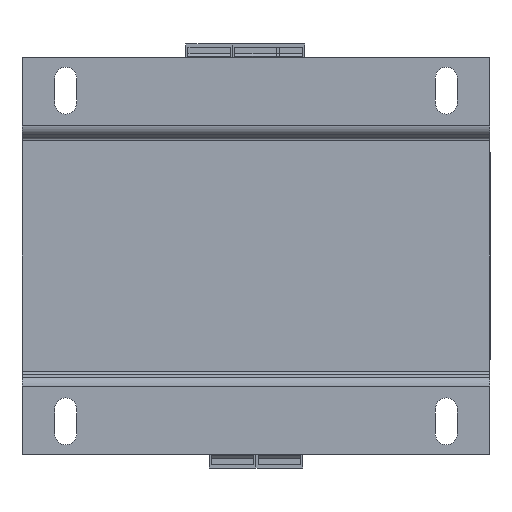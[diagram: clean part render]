
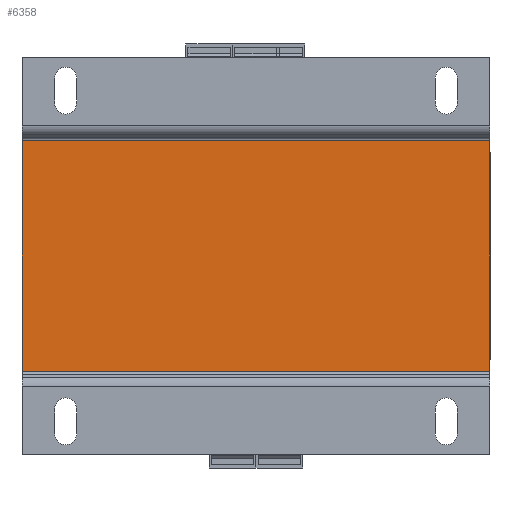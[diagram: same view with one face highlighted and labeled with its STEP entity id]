
A CAD part, front view. The second image highlights one B-rep face of the part: STEP entity #6358.
In plain terms, the highlighted planar face has unit normal (0, -1, 0).
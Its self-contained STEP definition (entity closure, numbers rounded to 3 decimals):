
#404 = CARTESIAN_POINT ( 'NONE',  ( 0., -65., 0. ) ) ;
#845 = VERTEX_POINT ( 'NONE', #4300 ) ;
#957 = CARTESIAN_POINT ( 'NONE',  ( 75., -65., 63.75 ) ) ;
#1276 = DIRECTION ( 'NONE',  ( 0., 1., 0. ) ) ;
#1749 = ORIENTED_EDGE ( 'NONE', *, *, #13590, .F. ) ;
#2672 = LINE ( 'NONE', #957, #2828 ) ;
#2828 = VECTOR ( 'NONE', #10539, 1000. ) ;
#2867 = CARTESIAN_POINT ( 'NONE',  ( -75., -65., 63.75 ) ) ;
#3137 = VERTEX_POINT ( 'NONE', #7575 ) ;
#3161 = EDGE_CURVE ( 'NONE', #9130, #12441, #7745, .T. ) ;
#3192 = DIRECTION ( 'NONE',  ( -1., 0., 0. ) ) ;
#3448 = CARTESIAN_POINT ( 'NONE',  ( 0., -65., 37. ) ) ;
#3526 = DIRECTION ( 'NONE',  ( 0., 0., -1. ) ) ;
#4300 = CARTESIAN_POINT ( 'NONE',  ( -75., -65., -37. ) ) ;
#4802 = AXIS2_PLACEMENT_3D ( 'NONE', #404, #1276, #3526 ) ;
#5029 = EDGE_CURVE ( 'NONE', #3137, #845, #8810, .T. ) ;
#5257 = ORIENTED_EDGE ( 'NONE', *, *, #5029, .F. ) ;
#5328 = FACE_OUTER_BOUND ( 'NONE', #12480, .T. ) ;
#5466 = LINE ( 'NONE', #2867, #9057 ) ;
#5500 = CARTESIAN_POINT ( 'NONE',  ( -75., -65., 37. ) ) ;
#5653 = PLANE ( 'NONE',  #4802 ) ;
#5952 = VECTOR ( 'NONE', #12890, 1000. ) ;
#6358 = ADVANCED_FACE ( 'NONE', ( #5328 ), #5653, .F. ) ;
#7129 = DIRECTION ( 'NONE',  ( 0., 0., 1. ) ) ;
#7295 = EDGE_CURVE ( 'NONE', #845, #12441, #5466, .T. ) ;
#7575 = CARTESIAN_POINT ( 'NONE',  ( 75., -65., -37. ) ) ;
#7745 = LINE ( 'NONE', #3448, #5952 ) ;
#8810 = LINE ( 'NONE', #9410, #11260 ) ;
#9057 = VECTOR ( 'NONE', #7129, 1000. ) ;
#9130 = VERTEX_POINT ( 'NONE', #9672 ) ;
#9410 = CARTESIAN_POINT ( 'NONE',  ( 0., -65., -37. ) ) ;
#9672 = CARTESIAN_POINT ( 'NONE',  ( 75., -65., 37. ) ) ;
#10539 = DIRECTION ( 'NONE',  ( 0., 0., -1. ) ) ;
#11260 = VECTOR ( 'NONE', #3192, 1000. ) ;
#12441 = VERTEX_POINT ( 'NONE', #5500 ) ;
#12480 = EDGE_LOOP ( 'NONE', ( #5257, #1749, #13448, #13242 ) ) ;
#12890 = DIRECTION ( 'NONE',  ( -1., 0., 0. ) ) ;
#13242 = ORIENTED_EDGE ( 'NONE', *, *, #7295, .F. ) ;
#13448 = ORIENTED_EDGE ( 'NONE', *, *, #3161, .T. ) ;
#13590 = EDGE_CURVE ( 'NONE', #9130, #3137, #2672, .T. ) ;
